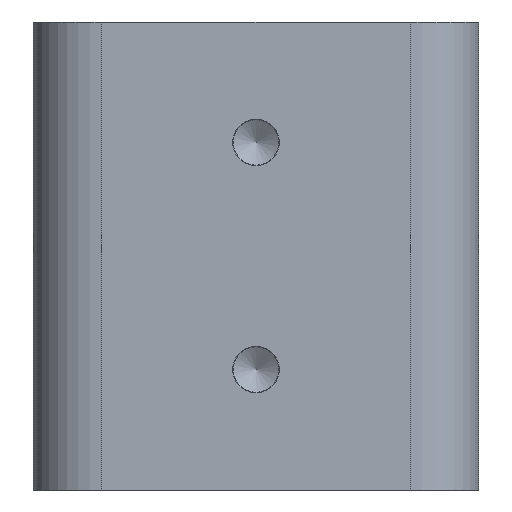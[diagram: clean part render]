
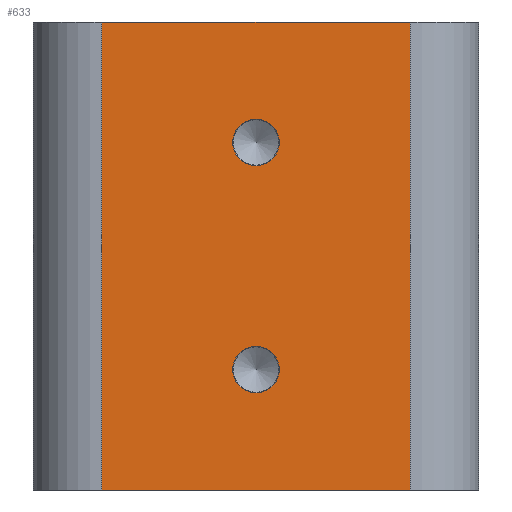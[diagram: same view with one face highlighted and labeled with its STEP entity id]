
A CAD part, left-side view. The second image highlights one B-rep face of the part: STEP entity #633.
In plain terms, the highlighted planar face has unit normal (-1, 0, 0).
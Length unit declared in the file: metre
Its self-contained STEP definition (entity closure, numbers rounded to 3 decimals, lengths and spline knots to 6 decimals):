
#37=LINE('',#1009,#65);
#45=LINE('',#1039,#73);
#52=LINE('',#1059,#80);
#53=LINE('',#1060,#81);
#65=VECTOR('',#802,1.);
#73=VECTOR('',#828,1.);
#80=VECTOR('',#847,1.);
#81=VECTOR('',#848,1.);
#180=ORIENTED_EDGE('',*,*,#326,.F.);
#181=ORIENTED_EDGE('',*,*,#327,.F.);
#182=ORIENTED_EDGE('',*,*,#318,.T.);
#183=ORIENTED_EDGE('',*,*,#328,.T.);
#184=ORIENTED_EDGE('',*,*,#303,.F.);
#185=ORIENTED_EDGE('',*,*,#329,.T.);
#303=EDGE_CURVE('',#382,#383,#37,.T.);
#318=EDGE_CURVE('',#396,#395,#45,.T.);
#326=EDGE_CURVE('',#401,#401,#447,.T.);
#327=EDGE_CURVE('',#402,#402,#448,.T.);
#328=EDGE_CURVE('',#395,#383,#52,.F.);
#329=EDGE_CURVE('',#382,#396,#53,.T.);
#382=VERTEX_POINT('',#1008);
#383=VERTEX_POINT('',#1010);
#395=VERTEX_POINT('',#1038);
#396=VERTEX_POINT('',#1040);
#401=VERTEX_POINT('',#1056);
#402=VERTEX_POINT('',#1058);
#447=CIRCLE('',#710,0.001025);
#448=CIRCLE('',#711,0.001025);
#488=EDGE_LOOP('',(#180));
#489=EDGE_LOOP('',(#181));
#490=EDGE_LOOP('',(#182,#183,#184,#185));
#561=FACE_BOUND('',#488,.T.);
#562=FACE_BOUND('',#489,.T.);
#563=FACE_BOUND('',#490,.T.);
#620=PLANE('',#709);
#633=ADVANCED_FACE('',(#561,#562,#563),#620,.T.);
#709=AXIS2_PLACEMENT_3D('',#1054,#841,#842);
#710=AXIS2_PLACEMENT_3D('',#1055,#843,#844);
#711=AXIS2_PLACEMENT_3D('',#1057,#845,#846);
#802=DIRECTION('',(0.,-1.,0.));
#828=DIRECTION('',(0.,-1.,0.));
#841=DIRECTION('',(-1.,0.,0.));
#842=DIRECTION('',(0.,0.,1.));
#843=DIRECTION('',(-1.,0.,0.));
#844=DIRECTION('',(0.,0.,1.));
#845=DIRECTION('',(-1.,0.,0.));
#846=DIRECTION('',(0.,0.,1.));
#847=DIRECTION('',(0.,0.,-1.));
#848=DIRECTION('',(0.,0.,-1.));
#1008=CARTESIAN_POINT('',(0.,0.0068,0.0103));
#1009=CARTESIAN_POINT('',(0.,0.0098,0.0103));
#1010=CARTESIAN_POINT('',(0.,-0.0068,0.0103));
#1038=CARTESIAN_POINT('',(0.,-0.0068,-0.0103));
#1039=CARTESIAN_POINT('',(0.,0.0098,-0.0103));
#1040=CARTESIAN_POINT('',(0.,0.0068,-0.0103));
#1054=CARTESIAN_POINT('',(0.,0.,0.));
#1055=CARTESIAN_POINT('',(0.,0.,-0.005));
#1056=CARTESIAN_POINT('',(0.,0.,-0.003975));
#1057=CARTESIAN_POINT('',(0.,0.,0.005));
#1058=CARTESIAN_POINT('',(0.,0.,0.006025));
#1059=CARTESIAN_POINT('',(0.,-0.0068,0.0103));
#1060=CARTESIAN_POINT('',(0.,0.0068,0.));
